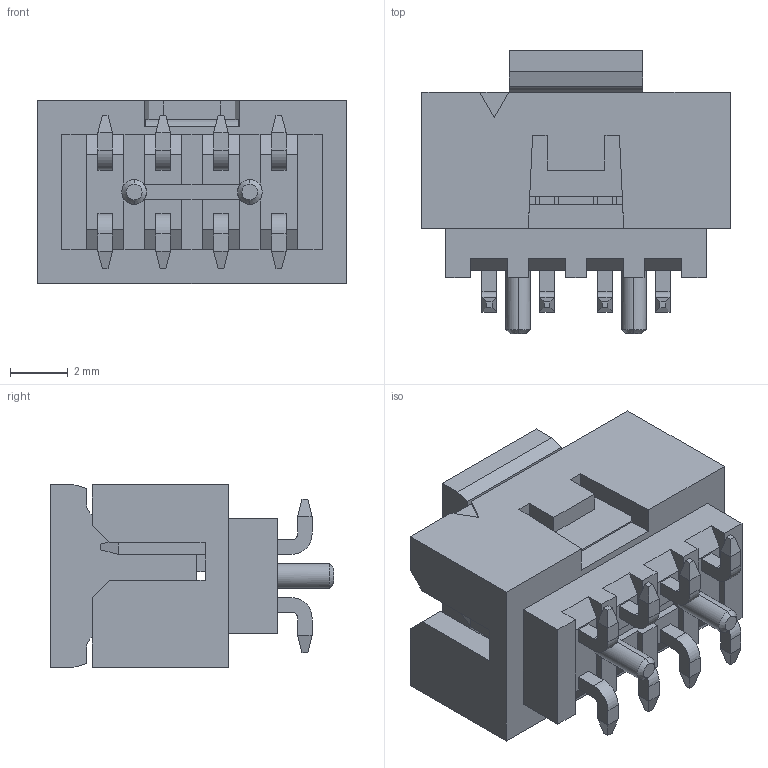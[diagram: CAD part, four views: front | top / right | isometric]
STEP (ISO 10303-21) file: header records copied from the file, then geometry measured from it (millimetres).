
FILE_DESCRIPTION((''),'2;1');
FILE_NAME('878320806','2014-01-13T',('me'),(''),'PRO/ENGINEER BY PARAMETRIC TECHNOLOGY CORPORATION, 2011490','PRO/ENGINEER BY PARAMETRIC TECHNOLOGY CORPORATION, 2011490','');
FILE_SCHEMA(('CONFIG_CONTROL_DESIGN'));
Length unit declared in the file: millimetre
Products named in the file (1): 878320806
Bounding box: 10.65 x 9.8 x 6.35 mm (x, y, z)
Volume: 301.7 mm3; surface area: 664.6 mm2
Topology: 1 solids, 1 shells, 294 faces, 815 edges, 538 vertices
Faces by surface type: plane 268, cylinder 22, cone 4
Entity records: 9180 total; most frequent: CARTESIAN_POINT 1608, ORIENTED_EDGE 1554, DIRECTION 1465, EDGE_CURVE 777, VECTOR 755, LINE 755, VERTEX_POINT 498, AXIS2_PLACEMENT_3D 355
